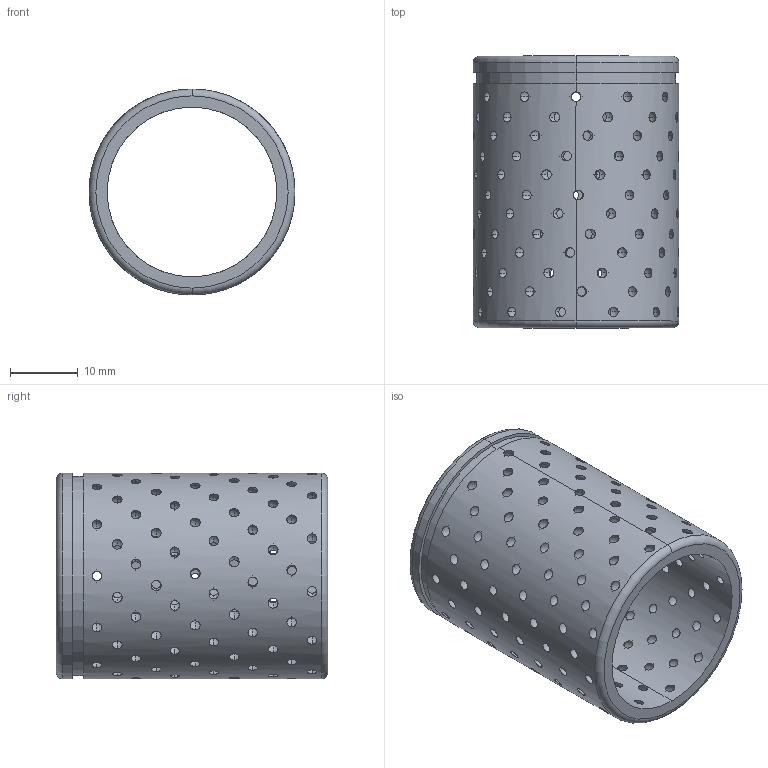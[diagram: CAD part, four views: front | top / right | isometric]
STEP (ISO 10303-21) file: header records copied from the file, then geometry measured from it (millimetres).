
FILE_DESCRIPTION (( 'STEP AP214' ), '1' );
FILE_NAME ('683QM-D25-L40.STEP', '2021-10-28T08:10:07', ( '' ), ( '' ), 'SwSTEP 2.0', 'SolidWorks 2016', '' );
FILE_SCHEMA (( 'AUTOMOTIVE_DESIGN' ));
Length unit declared in the file: millimetre
Products named in the file (2): 683QM-D25-L40
Bounding box: 30.3 x 40 x 30.3 mm (x, y, z)
Volume: 7096.9 mm3; surface area: 10565.3 mm2
Topology: 1 solids, 1 shells, 304 faces, 1641 edges, 1046 vertices
Faces by surface type: sphere 288, cylinder 8, torus 4, plane 4
Entity records: 17220 total; most frequent: CARTESIAN_POINT 9204, ORIENTED_EDGE 1840, DIRECTION 1252, EDGE_CURVE 920, AXIS2_PLACEMENT_3D 618, VERTEX_POINT 612, B_SPLINE_CURVE_WITH_KNOTS 593, EDGE_LOOP 588
